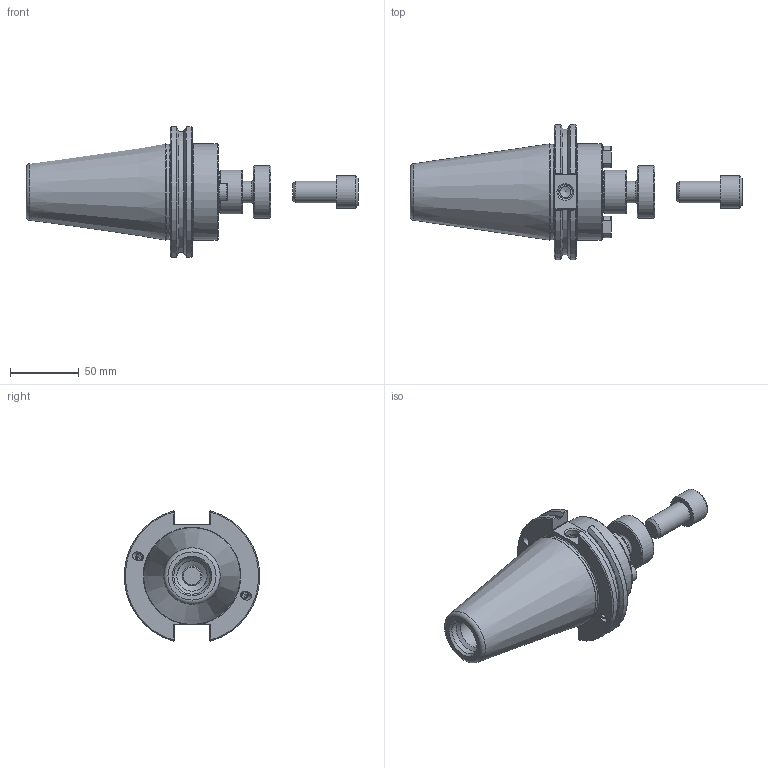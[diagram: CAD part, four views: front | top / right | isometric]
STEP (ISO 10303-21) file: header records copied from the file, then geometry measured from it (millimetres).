
FILE_DESCRIPTION(/* description */ ('SHELL MILL HOLDER'),/* implementation_level */ '2;1');
FILE_NAME(/* name */ 'C50BC-12SM150C.stp',/* time_stamp */ '2017-03-31T12:58:24-04:00',/* author */ ('davhar'),/* organization */ (''),/* preprocessor_version */ 'ST-DEVELOPER v16.1',/* originating_system */ 'Autodesk Inventor 2016',/* authorisation */ '');
FILE_SCHEMA (('AUTOMOTIVE_DESIGN { 1 0 10303 214 3 1 1 }'));
Length unit declared in the file: inch
Products named in the file (9): C50BC-12SM150C-1; 028-193; 12KY; 12LS; 029-966; FORM BC-C501; C50-SHANK; 12SM-C; C50BC-12SM150C
Assembly tree (12 placements, depth 2):
  C50BC-12SM150C
    C50BC-12SM150C-1
    028-193
    12KY  x2
    12LS
    029-966  x4
    FORM BC-C501
    C50-SHANK
    12SM-C
Bounding box: 240.97 x 98.06 x 94.71 mm (x, y, z)
Volume: 428572.2 mm3; surface area: 69996.1 mm2
Topology: 9 solids, 9 shells, 268 faces, 649 edges, 416 vertices
Faces by surface type: plane 113, cylinder 80, cone 56, bspline 8, torus 7, sphere 4
Full cylindrical faces by diameter (mm): 4.5 x6, 4.826 x2, 5 x4, 6 x8, 6.096 x4, 6.2 x4, 7.925 x1, 8 x1, 10.135 x1, 11.938 x2, 12.179 x2, 12.687 x2, 12.827 x2, 14.351 x2, 15.748 x1, 15.875 x1, 16.764 x1, 21.971 x1, 23.622 x1, 26.365 x1, 30.216 x1, 31.74 x1, 38.1 x1, 69.342 x1, 69.85 x1
Entity records: 6825 total; most frequent: CARTESIAN_POINT 2109, DIRECTION 936, ORIENTED_EDGE 824, EDGE_CURVE 412, AXIS2_PLACEMENT_3D 393, EDGE_LOOP 308, VERTEX_POINT 302, FACE_OUTER_BOUND 202
